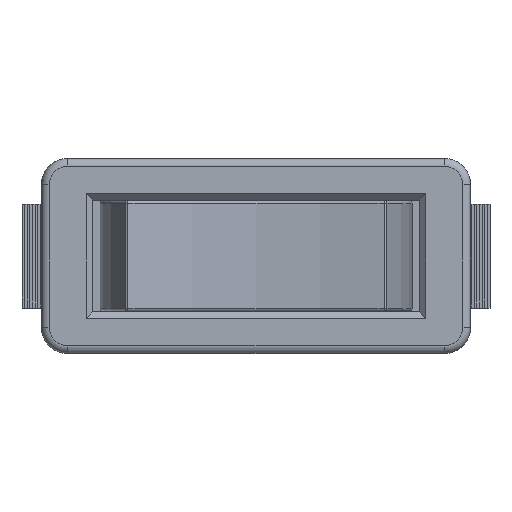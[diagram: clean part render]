
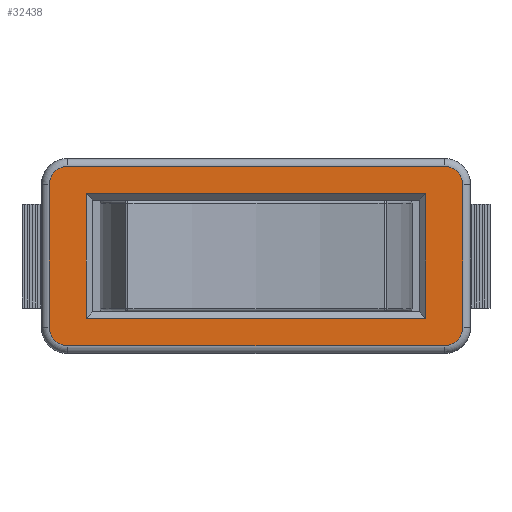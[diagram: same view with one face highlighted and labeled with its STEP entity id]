
A CAD part, top view. The second image highlights one B-rep face of the part: STEP entity #32438.
In plain terms, the highlighted planar face has unit normal (0, 0, 1).
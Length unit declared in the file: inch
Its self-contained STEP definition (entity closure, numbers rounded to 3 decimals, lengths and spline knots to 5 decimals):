
#32190=CARTESIAN_POINT('',(-0.51378,-0.18898,0.74803));
#32191=VERTEX_POINT('',#32190);
#32198=CARTESIAN_POINT('',(0.51378,-0.18898,0.74803));
#32199=VERTEX_POINT('',#32198);
#32200=CARTESIAN_POINT('',(-0.51378,-0.18898,0.74803));
#32201=DIRECTION('',(1.0,0.0,0.0));
#32202=VECTOR('',#32201,1.02756);
#32203=LINE('',#32200,#32202);
#32204=EDGE_CURVE('',#32191,#32199,#32203,.T.);
#32228=CARTESIAN_POINT('',(-0.51378,0.18898,0.74803));
#32229=VERTEX_POINT('',#32228);
#32236=CARTESIAN_POINT('',(-0.51378,0.18898,0.74803));
#32237=DIRECTION('',(0.0,-1.0,0.0));
#32238=VECTOR('',#32237,0.37795);
#32239=LINE('',#32236,#32238);
#32240=EDGE_CURVE('',#32229,#32191,#32239,.T.);
#32259=CARTESIAN_POINT('',(0.51378,0.18898,0.74803));
#32260=VERTEX_POINT('',#32259);
#32267=CARTESIAN_POINT('',(0.51378,0.18898,0.74803));
#32268=DIRECTION('',(-1.0,0.0,0.0));
#32269=VECTOR('',#32268,1.02756);
#32270=LINE('',#32267,#32269);
#32271=EDGE_CURVE('',#32260,#32229,#32270,.T.);
#32289=CARTESIAN_POINT('',(0.51378,-0.18898,0.74803));
#32290=DIRECTION('',(0.0,1.0,0.0));
#32291=VECTOR('',#32290,0.37795);
#32292=LINE('',#32289,#32291);
#32293=EDGE_CURVE('',#32199,#32260,#32292,.T.);
#32357=CARTESIAN_POINT('',(-0.68858,-0.29882,0.74803));
#32358=DIRECTION('',(0.0,0.0,1.0));
#32359=DIRECTION('',(1.0,0.0,0.0));
#32360=AXIS2_PLACEMENT_3D('',#32357,#32358,#32359);
#32361=PLANE('',#32360);
#32362=CARTESIAN_POINT('',(-0.62598,-0.21654,0.74803));
#32363=VERTEX_POINT('',#32362);
#32364=CARTESIAN_POINT('',(-0.62598,0.21654,0.74803));
#32365=VERTEX_POINT('',#32364);
#32366=CARTESIAN_POINT('',(-0.62598,-0.21654,0.74803));
#32367=DIRECTION('',(0.0,1.0,0.0));
#32368=VECTOR('',#32367,0.43307);
#32369=LINE('',#32366,#32368);
#32370=EDGE_CURVE('',#32363,#32365,#32369,.T.);
#32371=ORIENTED_EDGE('',*,*,#32370,.F.);
#32372=CARTESIAN_POINT('',(-0.57087,-0.27165,0.74803));
#32373=VERTEX_POINT('',#32372);
#32374=CARTESIAN_POINT('',(-0.57087,-0.21654,0.74803));
#32375=DIRECTION('',(0.0,0.0,-1.0));
#32376=DIRECTION('',(-0.707,-0.707,0.0));
#32377=AXIS2_PLACEMENT_3D('',#32374,#32375,#32376);
#32378=CIRCLE('',#32377,0.05512);
#32379=EDGE_CURVE('',#32373,#32363,#32378,.T.);
#32380=ORIENTED_EDGE('',*,*,#32379,.F.);
#32381=CARTESIAN_POINT('',(0.57087,-0.27165,0.74803));
#32382=VERTEX_POINT('',#32381);
#32383=CARTESIAN_POINT('',(0.57087,-0.27165,0.74803));
#32384=DIRECTION('',(-1.0,0.0,0.0));
#32385=VECTOR('',#32384,1.14173);
#32386=LINE('',#32383,#32385);
#32387=EDGE_CURVE('',#32382,#32373,#32386,.T.);
#32388=ORIENTED_EDGE('',*,*,#32387,.F.);
#32389=CARTESIAN_POINT('',(0.62598,-0.21654,0.74803));
#32390=VERTEX_POINT('',#32389);
#32391=CARTESIAN_POINT('',(0.57087,-0.21654,0.74803));
#32392=DIRECTION('',(0.0,0.0,-1.0));
#32393=DIRECTION('',(0.707,-0.707,0.0));
#32394=AXIS2_PLACEMENT_3D('',#32391,#32392,#32393);
#32395=CIRCLE('',#32394,0.05512);
#32396=EDGE_CURVE('',#32390,#32382,#32395,.T.);
#32397=ORIENTED_EDGE('',*,*,#32396,.F.);
#32398=CARTESIAN_POINT('',(0.62598,0.21654,0.74803));
#32399=VERTEX_POINT('',#32398);
#32400=CARTESIAN_POINT('',(0.62598,0.21654,0.74803));
#32401=DIRECTION('',(0.0,-1.0,0.0));
#32402=VECTOR('',#32401,0.43307);
#32403=LINE('',#32400,#32402);
#32404=EDGE_CURVE('',#32399,#32390,#32403,.T.);
#32405=ORIENTED_EDGE('',*,*,#32404,.F.);
#32406=CARTESIAN_POINT('',(0.57087,0.27165,0.74803));
#32407=VERTEX_POINT('',#32406);
#32408=CARTESIAN_POINT('',(0.57087,0.21654,0.74803));
#32409=DIRECTION('',(0.0,0.0,-1.0));
#32410=DIRECTION('',(0.707,0.707,0.0));
#32411=AXIS2_PLACEMENT_3D('',#32408,#32409,#32410);
#32412=CIRCLE('',#32411,0.05512);
#32413=EDGE_CURVE('',#32407,#32399,#32412,.T.);
#32414=ORIENTED_EDGE('',*,*,#32413,.F.);
#32415=CARTESIAN_POINT('',(-0.57087,0.27165,0.74803));
#32416=VERTEX_POINT('',#32415);
#32417=CARTESIAN_POINT('',(-0.57087,0.27165,0.74803));
#32418=DIRECTION('',(1.0,0.0,0.0));
#32419=VECTOR('',#32418,1.14173);
#32420=LINE('',#32417,#32419);
#32421=EDGE_CURVE('',#32416,#32407,#32420,.T.);
#32422=ORIENTED_EDGE('',*,*,#32421,.F.);
#32423=CARTESIAN_POINT('',(-0.57087,0.21654,0.74803));
#32424=DIRECTION('',(0.0,0.0,-1.0));
#32425=DIRECTION('',(-0.707,0.707,0.0));
#32426=AXIS2_PLACEMENT_3D('',#32423,#32424,#32425);
#32427=CIRCLE('',#32426,0.05512);
#32428=EDGE_CURVE('',#32365,#32416,#32427,.T.);
#32429=ORIENTED_EDGE('',*,*,#32428,.F.);
#32430=EDGE_LOOP('',(#32371,#32380,#32388,#32397,#32405,#32414,#32422,#32429));
#32431=FACE_OUTER_BOUND('',#32430,.T.);
#32432=ORIENTED_EDGE('',*,*,#32204,.F.);
#32433=ORIENTED_EDGE('',*,*,#32240,.F.);
#32434=ORIENTED_EDGE('',*,*,#32271,.F.);
#32435=ORIENTED_EDGE('',*,*,#32293,.F.);
#32436=EDGE_LOOP('',(#32432,#32433,#32434,#32435));
#32437=FACE_BOUND('',#32436,.T.);
#32438=ADVANCED_FACE('',(#32431,#32437),#32361,.T.);
